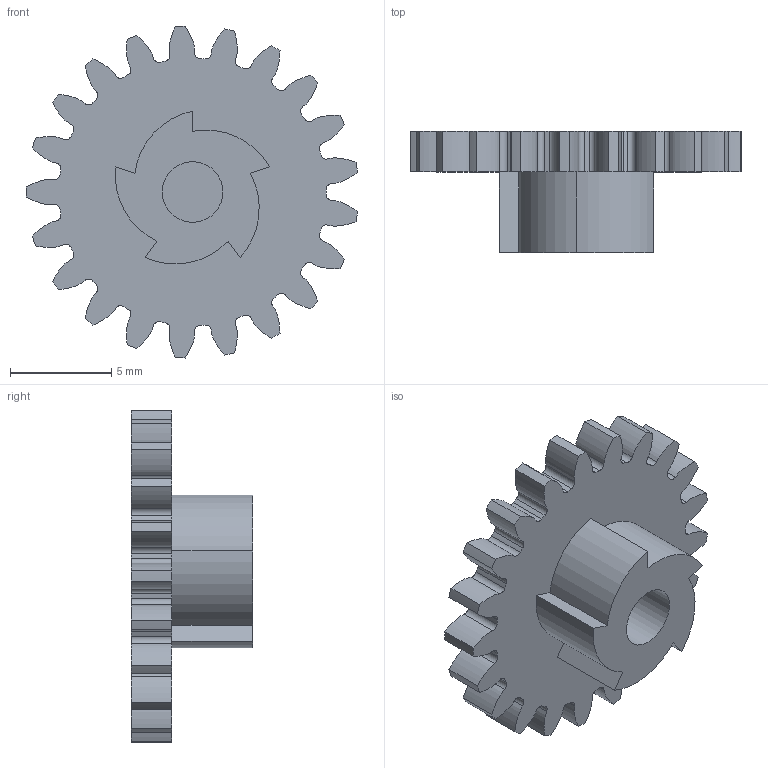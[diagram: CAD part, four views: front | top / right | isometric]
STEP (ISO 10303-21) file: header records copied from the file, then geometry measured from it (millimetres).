
FILE_DESCRIPTION(/* description */ (''),/* implementation_level */ '2;1');
FILE_NAME(/* name */ '4th gear.step',/* time_stamp */ '2020-06-08T20:53:26+02:00',/* author */ (''),/* organization */ (''),/* preprocessor_version */ 'ST-DEVELOPER v18.1',/* originating_system */ 'Autodesk Translation Framework v9.3.0.1241',/* authorisation */ '');
FILE_SCHEMA (('AUTOMOTIVE_DESIGN { 1 0 10303 214 3 1 1 }'));
Length unit declared in the file: millimetre
Products named in the file (1): 4th gear
Bounding box: 16.37 x 6 x 16.41 mm (x, y, z)
Volume: 470.7 mm3; surface area: 681.6 mm2
Topology: 1 solids, 1 shells, 141 faces, 411 edges, 274 vertices
Faces by surface type: cylinder 90, bspline 42, plane 9
Full cylindrical faces by diameter (mm): 3 x1
Entity records: 9398 total; most frequent: CARTESIAN_POINT 5741, ORIENTED_EDGE 822, DIRECTION 707, EDGE_CURVE 411, AXIS2_PLACEMENT_3D 280, VERTEX_POINT 274, CIRCLE 180, LINE 147
